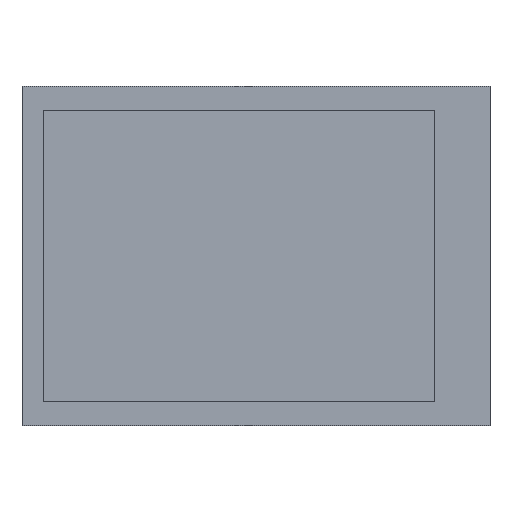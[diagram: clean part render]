
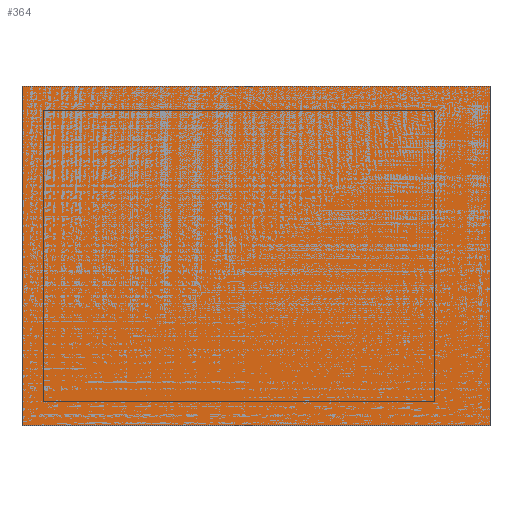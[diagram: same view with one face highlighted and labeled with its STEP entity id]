
A CAD part, top view. The second image highlights one B-rep face of the part: STEP entity #364.
In plain terms, the highlighted planar face has unit normal (0, 0, 1).
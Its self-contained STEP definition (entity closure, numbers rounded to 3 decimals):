
#18=FACE_OUTER_BOUND('',#40,.T.);
#40=EDGE_LOOP('',(#240,#241,#242,#243));
#64=LINE('',#522,#112);
#65=LINE('',#524,#113);
#66=LINE('',#526,#114);
#67=LINE('',#527,#115);
#112=VECTOR('',#428,10.);
#113=VECTOR('',#429,10.);
#114=VECTOR('',#430,10.);
#115=VECTOR('',#431,10.);
#160=VERTEX_POINT('',#520);
#161=VERTEX_POINT('',#521);
#162=VERTEX_POINT('',#523);
#163=VERTEX_POINT('',#525);
#192=EDGE_CURVE('',#160,#161,#64,.T.);
#193=EDGE_CURVE('',#161,#162,#65,.T.);
#194=EDGE_CURVE('',#162,#163,#66,.T.);
#195=EDGE_CURVE('',#163,#160,#67,.T.);
#240=ORIENTED_EDGE('',*,*,#192,.T.);
#241=ORIENTED_EDGE('',*,*,#193,.T.);
#242=ORIENTED_EDGE('',*,*,#194,.T.);
#243=ORIENTED_EDGE('',*,*,#195,.T.);
#336=PLANE('',#402);
#364=ADVANCED_FACE('',(#18),#336,.T.);
#402=AXIS2_PLACEMENT_3D('',#519,#426,#427);
#426=DIRECTION('center_axis',(0.,0.,1.));
#427=DIRECTION('ref_axis',(1.,0.,0.));
#428=DIRECTION('',(-1.,0.,0.));
#429=DIRECTION('',(0.,-1.,0.));
#430=DIRECTION('',(1.,0.,0.));
#431=DIRECTION('',(0.,1.,0.));
#519=CARTESIAN_POINT('Origin',(32.15,25.1,4.3));
#520=CARTESIAN_POINT('',(69.3,50.2,4.3));
#521=CARTESIAN_POINT('',(0.,50.2,4.3));
#522=CARTESIAN_POINT('',(69.3,50.2,4.3));
#523=CARTESIAN_POINT('',(0.,0.,4.3));
#524=CARTESIAN_POINT('',(0.,50.2,4.3));
#525=CARTESIAN_POINT('',(69.3,0.,4.3));
#526=CARTESIAN_POINT('',(0.,0.,4.3));
#527=CARTESIAN_POINT('',(69.3,0.,4.3));
